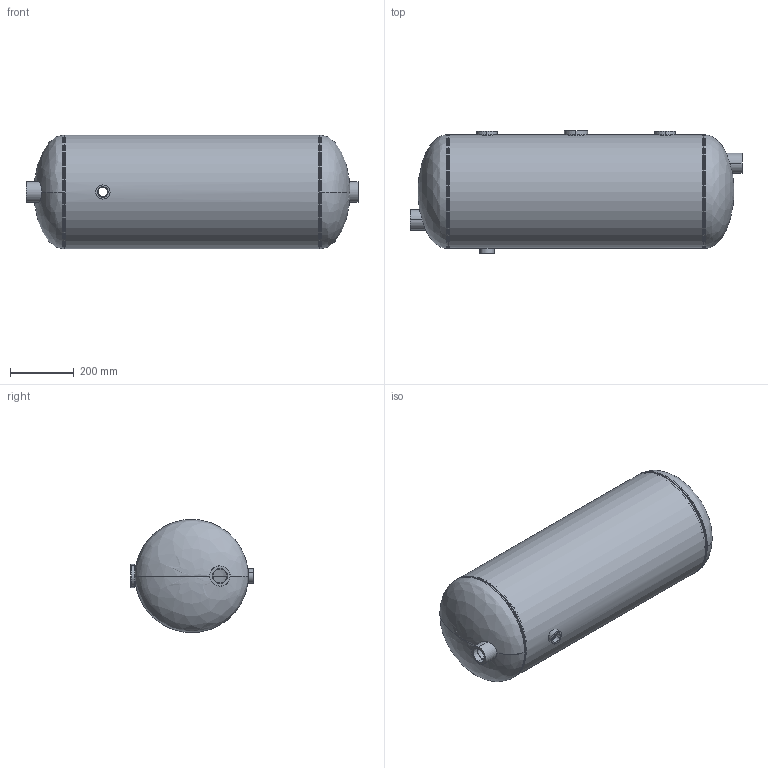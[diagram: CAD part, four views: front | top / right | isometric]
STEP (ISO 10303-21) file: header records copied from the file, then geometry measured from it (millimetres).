
FILE_DESCRIPTION (( 'STEP AP203' ), '1' );
FILE_NAME ('FTA-24.STEP', '2021-03-17T17:21:08', ( '' ), ( '' ), 'SwSTEP 2.0', 'SolidWorks 2021', '' );
FILE_SCHEMA (( 'CONFIG_CONTROL_DESIGN' ));
Length unit declared in the file: inch
Products named in the file (8): 9500050; 9500080; Couplings_9500565; 9200060; 99B2315; 9500070; FTA-24
Assembly tree (9 placements, depth 2):
  FTA-24
    99B2315
    9200060
    9200060
    Couplings_9500565  x2
    9500070  x2
    9500050
    9500080
Bounding box: 1041.4 x 384.76 x 355.6 mm (x, y, z)
Volume: 3165586.8 mm3; surface area: 2460072.2 mm2
Topology: 9 solids, 9 shells, 146 faces, 320 edges, 192 vertices
Faces by surface type: cylinder 54, cone 36, plane 28, bspline 16, torus 12
Full cylindrical faces by diameter (mm): 350.52 x1, 355.397 x1
Entity records: 9756 total; most frequent: CARTESIAN_POINT 6194, DIRECTION 580, ORIENTED_EDGE 528, EDGE_CURVE 264, AXIS2_PLACEMENT_3D 250, VERTEX_POINT 160, EDGE_LOOP 146, CIRCLE 132
